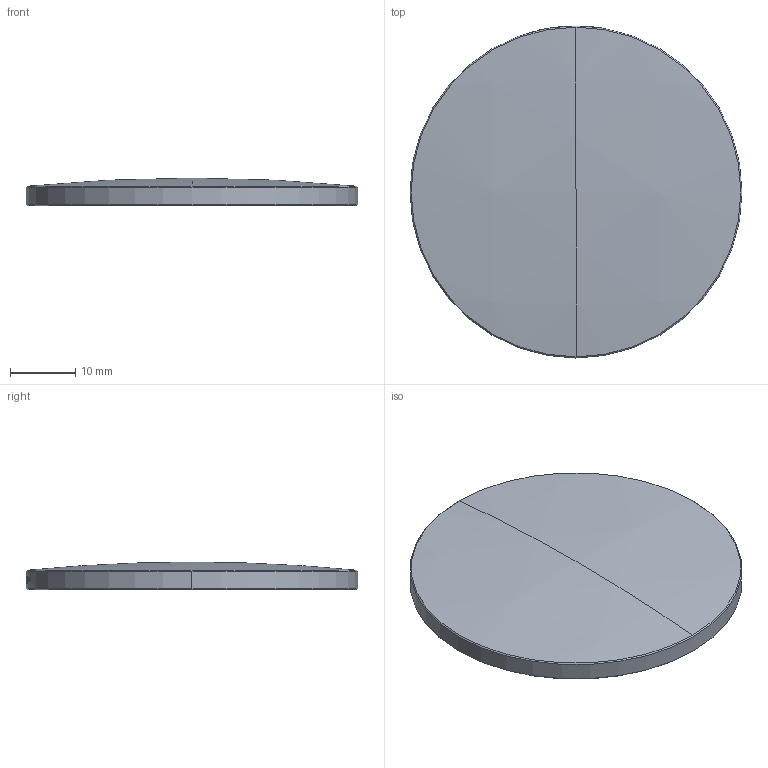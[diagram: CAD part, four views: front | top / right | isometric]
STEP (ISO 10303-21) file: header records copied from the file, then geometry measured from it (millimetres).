
FILE_DESCRIPTION (( 'STEP AP203' ), '1' );
FILE_NAME ('TTN195805-E0W.STEP', '2020-03-05T14:39:38', ( '' ), ( '' ), 'SwSTEP 2.0', 'SolidWorks 2018', '' );
FILE_SCHEMA (( 'CONFIG_CONTROL_DESIGN' ));
Length unit declared in the file: millimetre
Products named in the file (1): TTN195805-E0W
Bounding box: 50.8 x 50.8 x 4.25 mm (x, y, z)
Volume: 7337.9 mm3; surface area: 4506 mm2
Topology: 1 solids, 1 shells, 29 faces, 185 edges, 178 vertices
Faces by surface type: cylinder 22, cone 4, sphere 2, plane 1
Entity records: 2864 total; most frequent: CARTESIAN_POINT 1466, ORIENTED_EDGE 370, EDGE_CURVE 185, VERTEX_POINT 178, DIRECTION 155, B_SPLINE_CURVE_WITH_KNOTS 127, AXIS2_PLACEMENT_3D 67, EDGE_LOOP 49
